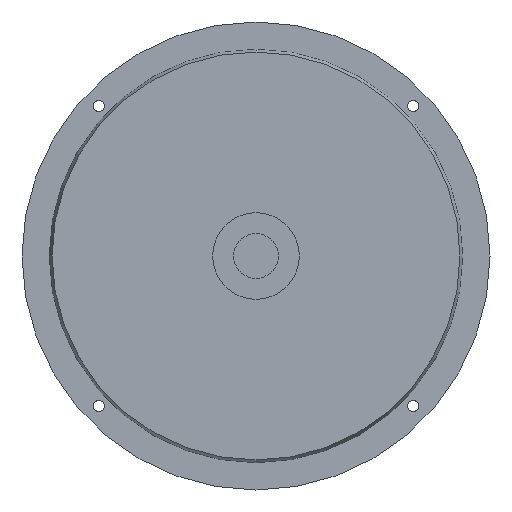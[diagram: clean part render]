
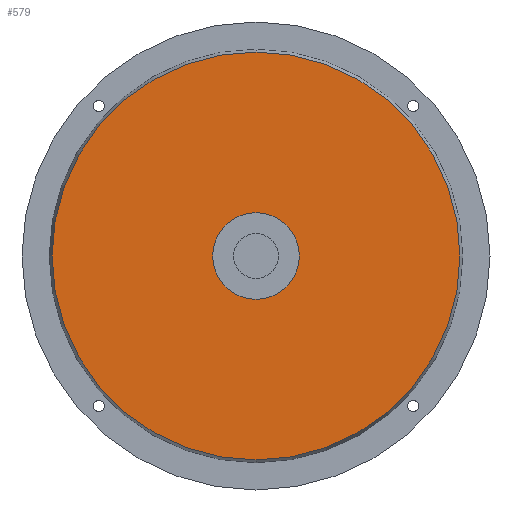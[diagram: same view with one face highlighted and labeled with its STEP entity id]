
A CAD part, left-side view. The second image highlights one B-rep face of the part: STEP entity #579.
In plain terms, the highlighted planar face has unit normal (-1, 0, 0).
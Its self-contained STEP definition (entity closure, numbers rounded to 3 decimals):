
#3 = VERTEX_POINT ( 'NONE', #75 ) ;
#26 = DIRECTION ( 'NONE',  ( 0., 0., 1. ) ) ;
#31 = DIRECTION ( 'NONE',  ( -1., 0., 0. ) ) ;
#35 = ORIENTED_EDGE ( 'NONE', *, *, #58, .T. ) ;
#43 = EDGE_LOOP ( 'NONE', ( #894, #390 ) ) ;
#48 = DIRECTION ( 'NONE',  ( 0., 0., 1. ) ) ;
#58 = EDGE_CURVE ( 'NONE', #3, #283, #1237, .T. ) ;
#72 = CARTESIAN_POINT ( 'NONE',  ( 0., 0., 0. ) ) ;
#75 = CARTESIAN_POINT ( 'NONE',  ( 0., 0., -146. ) ) ;
#80 = DIRECTION ( 'NONE',  ( 0., 0., 1. ) ) ;
#125 = DIRECTION ( 'NONE',  ( -1., 0., 0. ) ) ;
#130 = DIRECTION ( 'NONE',  ( -1., 0., 0. ) ) ;
#147 = VERTEX_POINT ( 'NONE', #608 ) ;
#219 = CARTESIAN_POINT ( 'NONE',  ( 0., 0., 0. ) ) ;
#223 = CARTESIAN_POINT ( 'NONE',  ( 0., 0., 0. ) ) ;
#249 = AXIS2_PLACEMENT_3D ( 'NONE', #219, #130, #48 ) ;
#266 = FACE_BOUND ( 'NONE', #43, .T. ) ;
#283 = VERTEX_POINT ( 'NONE', #410 ) ;
#354 = CIRCLE ( 'NONE', #249, 31. ) ;
#390 = ORIENTED_EDGE ( 'NONE', *, *, #1280, .F. ) ;
#410 = CARTESIAN_POINT ( 'NONE',  ( 0., 0., 146. ) ) ;
#488 = AXIS2_PLACEMENT_3D ( 'NONE', #603, #31, #1224 ) ;
#522 = CARTESIAN_POINT ( 'NONE',  ( 0., 0., -31. ) ) ;
#526 = AXIS2_PLACEMENT_3D ( 'NONE', #72, #683, #80 ) ;
#555 = AXIS2_PLACEMENT_3D ( 'NONE', #887, #794, #1202 ) ;
#579 = ADVANCED_FACE ( 'NONE', ( #266, #653 ), #685, .F. ) ;
#603 = CARTESIAN_POINT ( 'NONE',  ( 0., 0., 0. ) ) ;
#608 = CARTESIAN_POINT ( 'NONE',  ( 0., 0., 31. ) ) ;
#642 = EDGE_CURVE ( 'NONE', #147, #853, #905, .T. ) ;
#653 = FACE_OUTER_BOUND ( 'NONE', #963, .T. ) ;
#683 = DIRECTION ( 'NONE',  ( -1., 0., 0. ) ) ;
#685 = PLANE ( 'NONE',  #555 ) ;
#688 = AXIS2_PLACEMENT_3D ( 'NONE', #223, #125, #26 ) ;
#794 = DIRECTION ( 'NONE',  ( 1., 0., 0. ) ) ;
#853 = VERTEX_POINT ( 'NONE', #522 ) ;
#887 = CARTESIAN_POINT ( 'NONE',  ( 0., 31., 0. ) ) ;
#894 = ORIENTED_EDGE ( 'NONE', *, *, #642, .F. ) ;
#905 = CIRCLE ( 'NONE', #488, 31. ) ;
#963 = EDGE_LOOP ( 'NONE', ( #35, #1157 ) ) ;
#1157 = ORIENTED_EDGE ( 'NONE', *, *, #1163, .T. ) ;
#1163 = EDGE_CURVE ( 'NONE', #283, #3, #1167, .T. ) ;
#1167 = CIRCLE ( 'NONE', #688, 146. ) ;
#1202 = DIRECTION ( 'NONE',  ( 0., 0., -1. ) ) ;
#1224 = DIRECTION ( 'NONE',  ( 0., 0., 1. ) ) ;
#1237 = CIRCLE ( 'NONE', #526, 146. ) ;
#1280 = EDGE_CURVE ( 'NONE', #853, #147, #354, .T. ) ;
